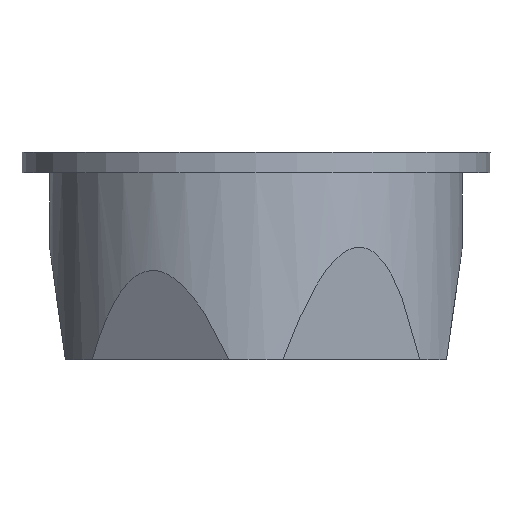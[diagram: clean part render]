
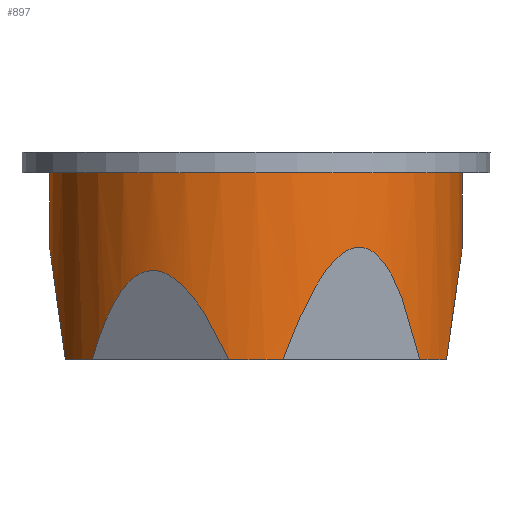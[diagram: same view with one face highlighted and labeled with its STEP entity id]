
A CAD part, front view. The second image highlights one B-rep face of the part: STEP entity #897.
In plain terms, the highlighted cylindrical face has radius 20.2 mm (diameter 40.4 mm), a full revolution.
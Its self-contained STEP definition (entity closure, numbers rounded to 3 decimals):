
#29=ELLIPSE('',#985,144.768,20.2);
#30=ELLIPSE('',#987,144.768,20.2);
#31=ELLIPSE('',#989,145.143,20.2);
#32=ELLIPSE('',#990,145.143,20.2);
#33=ELLIPSE('',#992,145.143,20.2);
#34=ELLIPSE('',#993,116.568,20.2);
#35=ELLIPSE('',#994,145.52,20.2);
#38=CYLINDRICAL_SURFACE('',#991,20.2);
#78=FACE_OUTER_BOUND('',#133,.T.);
#133=EDGE_LOOP('',(#684,#685,#686,#687,#688,#689,#690,#691,#692,#693,#694,
#695,#696,#697,#698,#699));
#180=CIRCLE('',#967,20.2);
#181=CIRCLE('',#972,20.2);
#182=CIRCLE('',#973,20.2);
#183=CIRCLE('',#974,20.2);
#184=CIRCLE('',#975,20.2);
#185=CIRCLE('',#976,20.2);
#186=CIRCLE('',#977,20.2);
#236=LINE('',#1461,#309);
#309=VECTOR('',#1173,21.);
#379=VERTEX_POINT('',#1398);
#380=VERTEX_POINT('',#1416);
#381=VERTEX_POINT('',#1417);
#382=VERTEX_POINT('',#1419);
#383=VERTEX_POINT('',#1421);
#384=VERTEX_POINT('',#1423);
#385=VERTEX_POINT('',#1425);
#386=VERTEX_POINT('',#1427);
#387=VERTEX_POINT('',#1429);
#388=VERTEX_POINT('',#1431);
#389=VERTEX_POINT('',#1433);
#390=VERTEX_POINT('',#1435);
#391=VERTEX_POINT('',#1437);
#398=VERTEX_POINT('',#1457);
#480=EDGE_CURVE('',#379,#379,#180,.T.);
#484=EDGE_CURVE('',#381,#382,#181,.F.);
#486=EDGE_CURVE('',#383,#384,#182,.F.);
#488=EDGE_CURVE('',#385,#386,#183,.F.);
#490=EDGE_CURVE('',#387,#388,#184,.F.);
#492=EDGE_CURVE('',#389,#390,#185,.F.);
#494=EDGE_CURVE('',#391,#380,#186,.F.);
#501=EDGE_CURVE('',#381,#380,#29,.F.);
#502=EDGE_CURVE('',#383,#382,#30,.F.);
#503=EDGE_CURVE('',#398,#384,#31,.F.);
#504=EDGE_CURVE('',#385,#398,#32,.F.);
#505=EDGE_CURVE('',#379,#398,#236,.T.);
#506=EDGE_CURVE('',#390,#391,#33,.T.);
#507=EDGE_CURVE('',#388,#389,#34,.T.);
#508=EDGE_CURVE('',#387,#386,#35,.F.);
#684=ORIENTED_EDGE('',*,*,#480,.T.);
#685=ORIENTED_EDGE('',*,*,#505,.T.);
#686=ORIENTED_EDGE('',*,*,#503,.T.);
#687=ORIENTED_EDGE('',*,*,#486,.F.);
#688=ORIENTED_EDGE('',*,*,#502,.T.);
#689=ORIENTED_EDGE('',*,*,#484,.F.);
#690=ORIENTED_EDGE('',*,*,#501,.T.);
#691=ORIENTED_EDGE('',*,*,#494,.F.);
#692=ORIENTED_EDGE('',*,*,#506,.F.);
#693=ORIENTED_EDGE('',*,*,#492,.F.);
#694=ORIENTED_EDGE('',*,*,#507,.F.);
#695=ORIENTED_EDGE('',*,*,#490,.F.);
#696=ORIENTED_EDGE('',*,*,#508,.T.);
#697=ORIENTED_EDGE('',*,*,#488,.F.);
#698=ORIENTED_EDGE('',*,*,#504,.T.);
#699=ORIENTED_EDGE('',*,*,#505,.F.);
#897=ADVANCED_FACE('',(#78),#38,.T.);
#967=AXIS2_PLACEMENT_3D('',#1399,#1115,#1116);
#972=AXIS2_PLACEMENT_3D('',#1420,#1128,#1129);
#973=AXIS2_PLACEMENT_3D('',#1424,#1131,#1132);
#974=AXIS2_PLACEMENT_3D('',#1428,#1134,#1135);
#975=AXIS2_PLACEMENT_3D('',#1432,#1137,#1138);
#976=AXIS2_PLACEMENT_3D('',#1436,#1140,#1141);
#977=AXIS2_PLACEMENT_3D('',#1439,#1143,#1144);
#985=AXIS2_PLACEMENT_3D('',#1453,#1159,#1160);
#987=AXIS2_PLACEMENT_3D('',#1455,#1163,#1164);
#989=AXIS2_PLACEMENT_3D('',#1458,#1167,#1168);
#990=AXIS2_PLACEMENT_3D('',#1459,#1169,#1170);
#991=AXIS2_PLACEMENT_3D('',#1460,#1171,#1172);
#992=AXIS2_PLACEMENT_3D('',#1462,#1174,#1175);
#993=AXIS2_PLACEMENT_3D('',#1463,#1176,#1177);
#994=AXIS2_PLACEMENT_3D('',#1464,#1178,#1179);
#1115=DIRECTION('center_axis',(0.,0.,
-1.));
#1116=DIRECTION('ref_axis',(-1.,0.,0.));
#1128=DIRECTION('center_axis',(0.,0.,
1.));
#1129=DIRECTION('ref_axis',(-1.,0.,0.));
#1131=DIRECTION('center_axis',(0.,0.,
1.));
#1132=DIRECTION('ref_axis',(-1.,0.,0.));
#1134=DIRECTION('center_axis',(0.,0.,
1.));
#1135=DIRECTION('ref_axis',(-1.,0.,0.));
#1137=DIRECTION('center_axis',(0.,0.,
1.));
#1138=DIRECTION('ref_axis',(-1.,0.,0.));
#1140=DIRECTION('center_axis',(0.,0.,
1.));
#1141=DIRECTION('ref_axis',(-1.,0.,0.));
#1143=DIRECTION('center_axis',(0.,0.,
1.));
#1144=DIRECTION('ref_axis',(-1.,0.,0.));
#1159=DIRECTION('center_axis',(-0.495,0.858,-0.139));
#1160=DIRECTION('ref_axis',(-0.07,0.12,0.99));
#1163=DIRECTION('center_axis',(0.495,0.858,-0.139));
#1164=DIRECTION('ref_axis',(-0.07,-0.12,-0.99));
#1167=DIRECTION('center_axis',(0.99,0.,-0.139));
#1168=DIRECTION('ref_axis',(-0.139,0.,-0.99));
#1169=DIRECTION('center_axis',(0.99,0.,-0.139));
#1170=DIRECTION('ref_axis',(-0.139,0.,-0.99));
#1171=DIRECTION('center_axis',(0.,0.,
1.));
#1172=DIRECTION('ref_axis',(-1.,0.,0.));
#1173=DIRECTION('',(0.,0.,-1.));
#1174=DIRECTION('center_axis',(-0.99,0.,-0.139));
#1175=DIRECTION('ref_axis',(-0.139,0.,0.99));
#1176=DIRECTION('center_axis',(-0.492,-0.853,-0.174));
#1177=DIRECTION('ref_axis',(-0.087,-0.15,0.985));
#1178=DIRECTION('center_axis',(0.495,-0.858,-0.139));
#1179=DIRECTION('ref_axis',(-0.069,0.121,-0.99));
#1398=CARTESIAN_POINT('',(20.23,-24.651,25.378));
#1399=CARTESIAN_POINT('Origin',(0.03,-24.651,25.378));
#1416=CARTESIAN_POINT('',(-16.027,-12.388,7.085));
#1417=CARTESIAN_POINT('',(-2.554,-4.609,7.089));
#1419=CARTESIAN_POINT('',(2.601,-4.608,7.089));
#1420=CARTESIAN_POINT('Origin',(0.03,-24.643,7.08));
#1421=CARTESIAN_POINT('',(16.096,-12.399,7.085));
#1423=CARTESIAN_POINT('',(18.675,-16.871,7.084));
#1424=CARTESIAN_POINT('Origin',(0.03,-24.643,7.08));
#1425=CARTESIAN_POINT('',(18.675,-32.416,7.077));
#1427=CARTESIAN_POINT('',(16.063,-36.931,7.075));
#1428=CARTESIAN_POINT('Origin',(0.03,-24.643,7.08));
#1429=CARTESIAN_POINT('',(2.655,-44.672,7.072));
#1431=CARTESIAN_POINT('',(-2.608,-44.67,7.072));
#1432=CARTESIAN_POINT('Origin',(0.03,-24.643,7.08));
#1433=CARTESIAN_POINT('',(-15.994,-36.942,7.075));
#1435=CARTESIAN_POINT('',(-18.625,-32.391,7.077));
#1436=CARTESIAN_POINT('Origin',(0.03,-24.643,7.08));
#1437=CARTESIAN_POINT('',(-18.625,-16.896,7.084));
#1439=CARTESIAN_POINT('Origin',(0.03,-24.643,7.08));
#1453=CARTESIAN_POINT('Origin',(0.03,-24.588,-125.216));
#1455=CARTESIAN_POINT('Origin',(0.03,-24.588,-125.179));
#1457=CARTESIAN_POINT('',(20.23,-24.648,18.147));
#1458=CARTESIAN_POINT('Origin',(0.03,-24.588,-125.583));
#1459=CARTESIAN_POINT('Origin',(0.03,-24.588,-125.583));
#1460=CARTESIAN_POINT('Origin',(0.03,-24.643,7.08));
#1461=CARTESIAN_POINT('',(20.23,-24.643,7.08));
#1462=CARTESIAN_POINT('Origin',(0.03,-24.588,-125.659));
#1463=CARTESIAN_POINT('Origin',(0.03,-24.599,-98.989));
#1464=CARTESIAN_POINT('Origin',(0.03,-24.587,-126.028));
